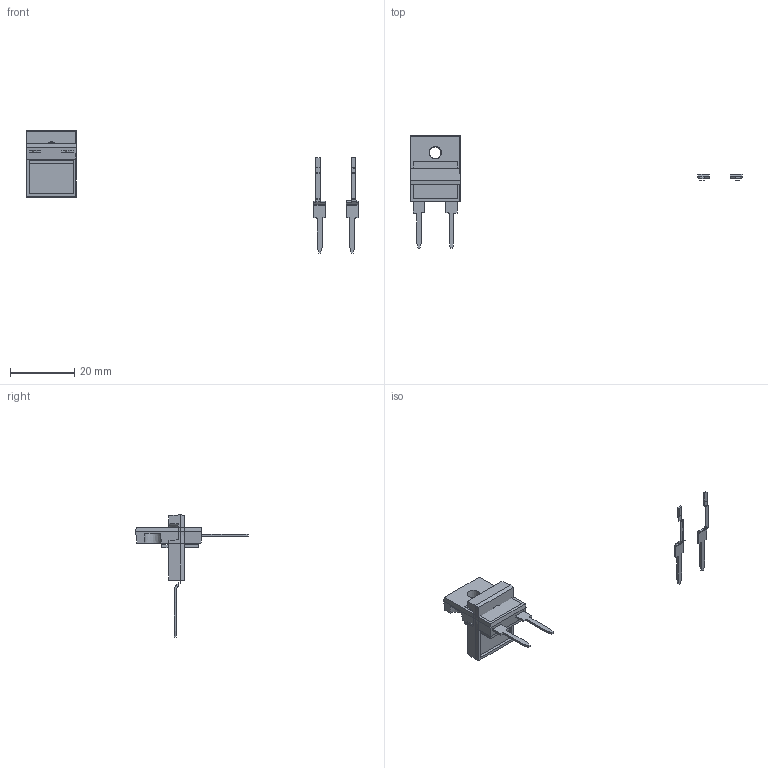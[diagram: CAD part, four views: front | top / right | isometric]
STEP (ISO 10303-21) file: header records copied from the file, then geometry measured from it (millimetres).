
FILE_DESCRIPTION( ( 'Unknown' ), '1' );
FILE_NAME( '52339411 LTO100.stp', 'Unknown', ( 'Unknown' ), ( 'Unknown' ), 'PSStep 13.0', 'Unknown', ' ' );
FILE_SCHEMA( ( 'AUTOMOTIVE_DESIGN { 1 0 10303 214 1 1 1 1 }' ) );
Length unit declared in the file: millimetre
Products named in the file (9): Assem1; ceramique LTO100; sorties LTO100-oa0; moulage LTO100
Bounding box: 103.68 x 35.2 x 38.23 mm (x, y, z)
Volume: 2970.1 mm3; surface area: 3666.6 mm2
Topology: 16 solids, 16 shells, 332 faces, 822 edges, 546 vertices
Faces by surface type: plane 252, cylinder 46, extrusion 28, cone 6
Entity records: 6644 total; most frequent: CARTESIAN_POINT 1300, ORIENTED_EDGE 806, DIRECTION 770, EDGE_CURVE 403, VECTOR 286, VERTEX_POINT 272, LINE 272, AXIS2_PLACEMENT_3D 242
